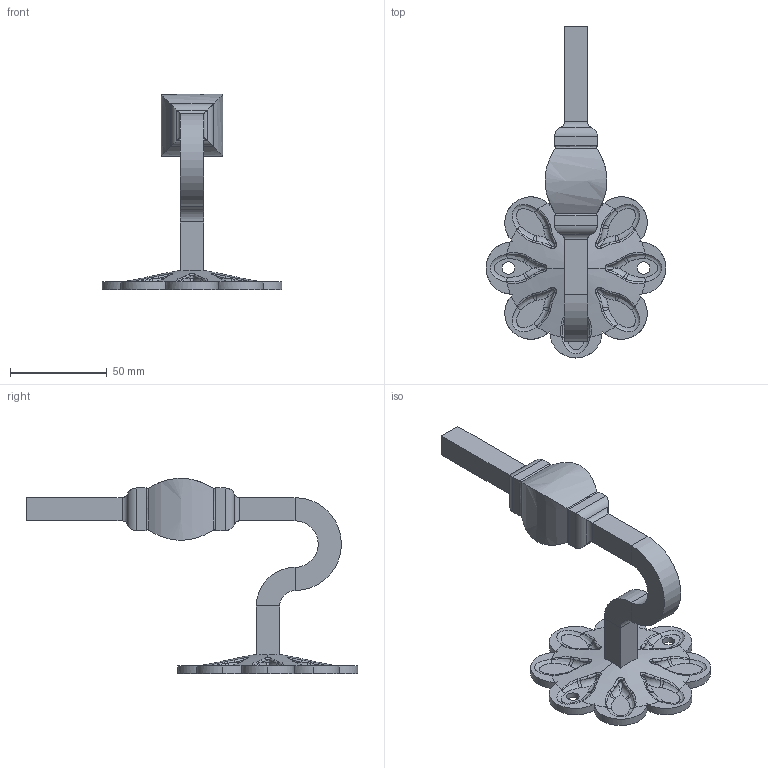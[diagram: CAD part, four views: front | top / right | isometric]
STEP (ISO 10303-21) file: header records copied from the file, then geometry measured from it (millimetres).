
FILE_DESCRIPTION (( 'STEP AP203' ), '1' );
FILE_NAME ('2506.STEP', '2019-01-10T08:36:34', ( '' ), ( '' ), 'SwSTEP 2.0', 'SolidWorks 2015', '' );
FILE_SCHEMA (( 'CONFIG_CONTROL_DESIGN' ));
Length unit declared in the file: millimetre
Products named in the file (1): 2506
Bounding box: 93 x 171.49 x 101 mm (x, y, z)
Volume: 93841.5 mm3; surface area: 29051.6 mm2
Topology: 1 solids, 1 shells, 424 faces, 1083 edges, 670 vertices
Faces by surface type: bspline 212, plane 128, cylinder 66, torus 16, cone 2
Entity records: 22460 total; most frequent: CARTESIAN_POINT 13803, ORIENTED_EDGE 2150, DIRECTION 1215, EDGE_CURVE 1075, VERTEX_POINT 670, B_SPLINE_CURVE_WITH_KNOTS 459, EDGE_LOOP 445, FACE_OUTER_BOUND 424
